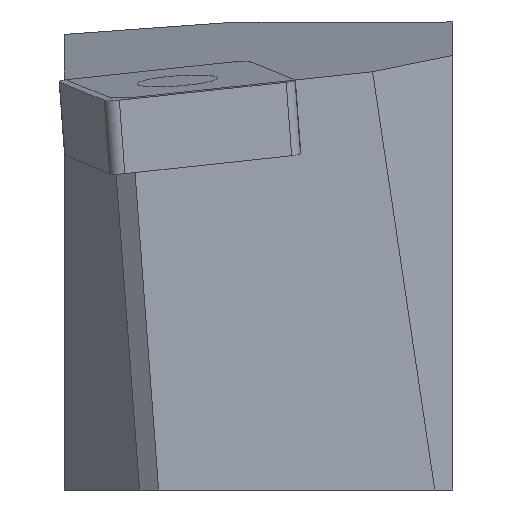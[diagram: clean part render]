
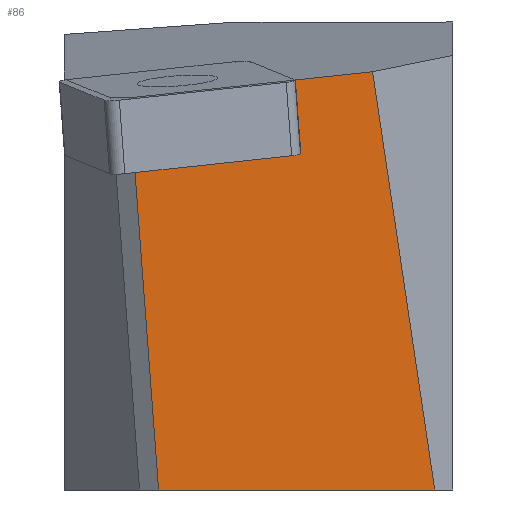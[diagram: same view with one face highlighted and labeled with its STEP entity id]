
A CAD part, left-side view. The second image highlights one B-rep face of the part: STEP entity #86.
In plain terms, the highlighted planar face has unit normal (-0.961, -0.257, -0.104).
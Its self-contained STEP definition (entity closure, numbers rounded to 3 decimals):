
#86=ADVANCED_FACE('',(#125),#105,.F.);
#105=PLANE('',#500);
#125=FACE_OUTER_BOUND('',#152,.T.);
#152=EDGE_LOOP('',(#252,#253,#254,#255));
#252=ORIENTED_EDGE('',*,*,#366,.F.);
#253=ORIENTED_EDGE('',*,*,#361,.T.);
#254=ORIENTED_EDGE('',*,*,#369,.F.);
#255=ORIENTED_EDGE('',*,*,#371,.F.);
#310=VERTEX_POINT('',#720);
#311=VERTEX_POINT('',#722);
#313=VERTEX_POINT('',#732);
#315=VERTEX_POINT('',#737);
#361=EDGE_CURVE('',#310,#311,#408,.T.);
#366=EDGE_CURVE('',#310,#313,#413,.T.);
#369=EDGE_CURVE('',#315,#311,#416,.T.);
#371=EDGE_CURVE('',#313,#315,#418,.T.);
#408=LINE('',#723,#455);
#413=LINE('',#731,#460);
#416=LINE('',#738,#463);
#418=LINE('',#741,#465);
#455=VECTOR('',#593,1.);
#460=VECTOR('',#602,1.);
#463=VECTOR('',#607,1.);
#465=VECTOR('',#611,1.);
#500=AXIS2_PLACEMENT_3D('',#742,#612,#613);
#593=DIRECTION('',(-0.145,0.145,0.979));
#602=DIRECTION('',(-0.259,0.966,0.));
#607=DIRECTION('',(0.247,-0.964,0.103));
#611=DIRECTION('',(-0.127,0.074,0.989));
#612=DIRECTION('',(0.961,0.257,0.105));
#613=DIRECTION('',(0.259,-0.966,0.));
#720=CARTESIAN_POINT('',(9.001,-20.986,-24.904));
#722=CARTESIAN_POINT('',(5.015,-17.001,1.909));
#723=CARTESIAN_POINT('',(8.627,-20.612,-22.387));
#731=CARTESIAN_POINT('',(9.369,-22.36,-24.904));
#732=CARTESIAN_POINT('',(4.258,-3.285,-24.904));
#737=CARTESIAN_POINT('',(1.021,-1.416,0.237));
#738=CARTESIAN_POINT('',(16.114,-60.308,6.556));
#741=CARTESIAN_POINT('',(2.181,-2.086,-8.774));
#742=CARTESIAN_POINT('',(3.447,-7.024,-8.244));
